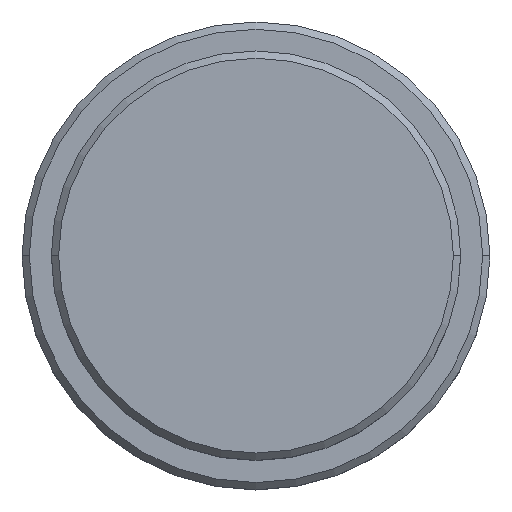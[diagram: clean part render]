
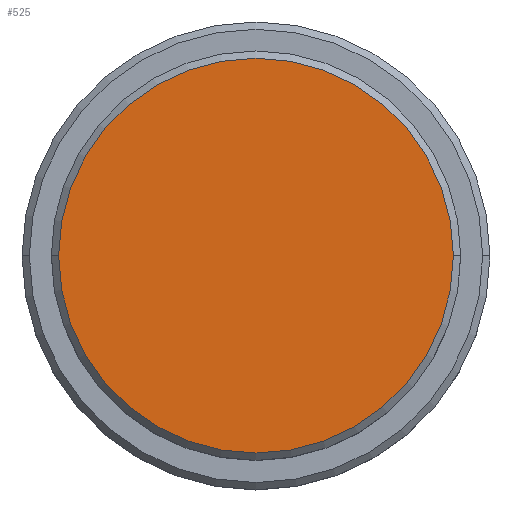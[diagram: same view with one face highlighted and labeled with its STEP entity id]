
A CAD part, top view. The second image highlights one B-rep face of the part: STEP entity #525.
In plain terms, the highlighted planar face has unit normal (0, 0, 1).
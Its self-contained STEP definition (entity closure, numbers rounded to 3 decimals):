
#87 = VERTEX_POINT ( 'NONE', #290 ) ;
#99 = EDGE_CURVE ( 'NONE', #87, #1002, #1378, .T. ) ;
#184 = DIRECTION ( 'NONE',  ( 0., 0., 1. ) ) ;
#290 = CARTESIAN_POINT ( 'NONE',  ( -13.5, 0., 0. ) ) ;
#299 = DIRECTION ( 'NONE',  ( 0., 0., 1. ) ) ;
#308 = AXIS2_PLACEMENT_3D ( 'NONE', #942, #184, #865 ) ;
#391 = FACE_OUTER_BOUND ( 'NONE', #864, .T. ) ;
#422 = CIRCLE ( 'NONE', #633, 13.5 ) ;
#525 = ADVANCED_FACE ( 'NONE', ( #391 ), #1259, .T. ) ;
#623 = CARTESIAN_POINT ( 'NONE',  ( 0., 0., 0. ) ) ;
#633 = AXIS2_PLACEMENT_3D ( 'NONE', #623, #1057, #1242 ) ;
#816 = ORIENTED_EDGE ( 'NONE', *, *, #99, .T. ) ;
#818 = ORIENTED_EDGE ( 'NONE', *, *, #1099, .T. ) ;
#864 = EDGE_LOOP ( 'NONE', ( #816, #818 ) ) ;
#865 = DIRECTION ( 'NONE',  ( 1., 0., 0. ) ) ;
#921 = AXIS2_PLACEMENT_3D ( 'NONE', #945, #299, #1365 ) ;
#942 = CARTESIAN_POINT ( 'NONE',  ( 0., 0., 0. ) ) ;
#945 = CARTESIAN_POINT ( 'NONE',  ( 0., 0., 0. ) ) ;
#1002 = VERTEX_POINT ( 'NONE', #1219 ) ;
#1057 = DIRECTION ( 'NONE',  ( 0., 0., 1. ) ) ;
#1099 = EDGE_CURVE ( 'NONE', #1002, #87, #422, .T. ) ;
#1219 = CARTESIAN_POINT ( 'NONE',  ( 13.5, 0., 0. ) ) ;
#1242 = DIRECTION ( 'NONE',  ( 1., 0., 0. ) ) ;
#1259 = PLANE ( 'NONE',  #921 ) ;
#1365 = DIRECTION ( 'NONE',  ( 1., 0., 0. ) ) ;
#1378 = CIRCLE ( 'NONE', #308, 13.5 ) ;
